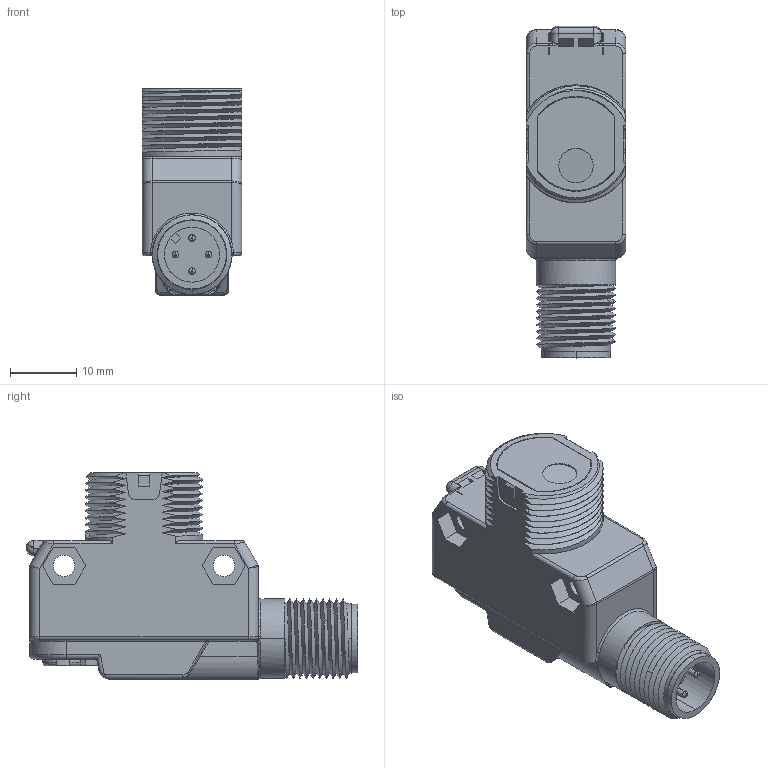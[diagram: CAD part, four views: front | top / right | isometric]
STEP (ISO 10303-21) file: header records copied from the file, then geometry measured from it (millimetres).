
FILE_DESCRIPTION((''),'2;1');
FILE_NAME('139459_SW','2008-05-07T',('banengservice'),('BANNER ENGINEERING'),'PRO/ENGINEER BY PARAMETRIC TECHNOLOGY CORPORATION, 2006170','PRO/ENGINEER BY PARAMETRIC TECHNOLOGY CORPORATION, 2006170','');
FILE_SCHEMA(('CONFIG_CONTROL_DESIGN'));
Length unit declared in the file: inch
Products named in the file (1): 139459_SW
Bounding box: 15 x 50.03 x 31.1 mm (x, y, z)
Volume: 12166.2 mm3; surface area: 5386.2 mm2
Topology: 1 solids, 1 shells, 459 faces, 1180 edges, 736 vertices
Faces by surface type: plane 176, cylinder 138, bspline 112, torus 20, sphere 8, cone 5
Entity records: 24121 total; most frequent: CARTESIAN_POINT 13870, ORIENTED_EDGE 2356, DIRECTION 1754, EDGE_CURVE 1178, VERTEX_POINT 736, VECTOR 588, LINE 588, AXIS2_PLACEMENT_3D 583
